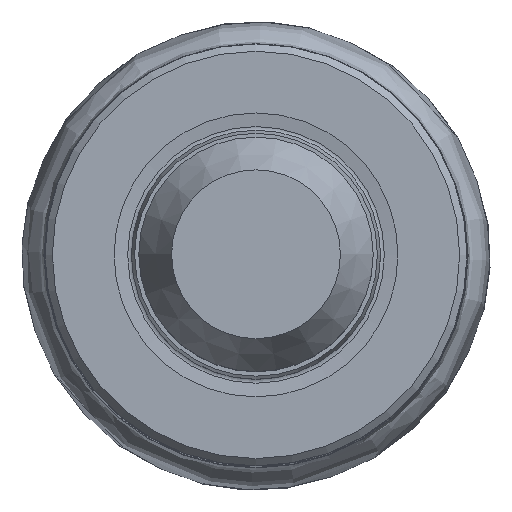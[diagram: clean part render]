
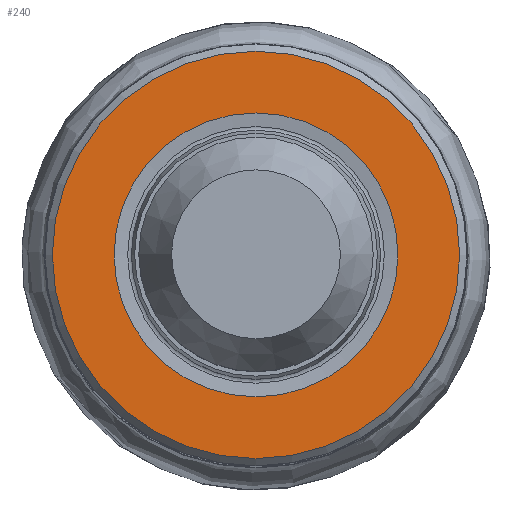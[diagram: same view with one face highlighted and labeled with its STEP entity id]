
A CAD part, top view. The second image highlights one B-rep face of the part: STEP entity #240.
In plain terms, the highlighted planar face has unit normal (0, 0, 1).
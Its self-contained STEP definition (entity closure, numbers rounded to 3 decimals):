
#192=FACE_BOUND('',#321,.T.);
#193=FACE_BOUND('',#322,.T.);
#240=ADVANCED_FACE('CU_SU_3',(#192,#193),#269,.F.);
#269=PLANE('',#745);
#321=EDGE_LOOP('',(#411));
#322=EDGE_LOOP('',(#412));
#411=ORIENTED_EDGE('',*,*,#554,.T.);
#412=ORIENTED_EDGE('',*,*,#555,.F.);
#505=VERTEX_POINT('',#1650);
#506=VERTEX_POINT('',#1652);
#554=EDGE_CURVE('',#505,#505,#596,.T.);
#555=EDGE_CURVE('',#506,#506,#597,.T.);
#596=CIRCLE('',#743,13.9);
#597=CIRCLE('',#744,9.689);
#743=AXIS2_PLACEMENT_3D('',#1649,#876,#877);
#744=AXIS2_PLACEMENT_3D('',#1651,#878,#879);
#745=AXIS2_PLACEMENT_3D('',#1653,#880,#881);
#876=DIRECTION('',(0.,0.,1.));
#877=DIRECTION('',(-1.,0.,0.));
#878=DIRECTION('',(0.,0.,1.));
#879=DIRECTION('',(1.,0.,0.));
#880=DIRECTION('',(0.,0.,-1.));
#881=DIRECTION('',(-1.,0.,0.));
#1649=CARTESIAN_POINT('',(0.,0.,0.));
#1650=CARTESIAN_POINT('',(-13.9,0.,0.));
#1651=CARTESIAN_POINT('',(0.,0.,0.));
#1652=CARTESIAN_POINT('',(9.689,0.,0.));
#1653=CARTESIAN_POINT('',(-14.4,0.,0.));
